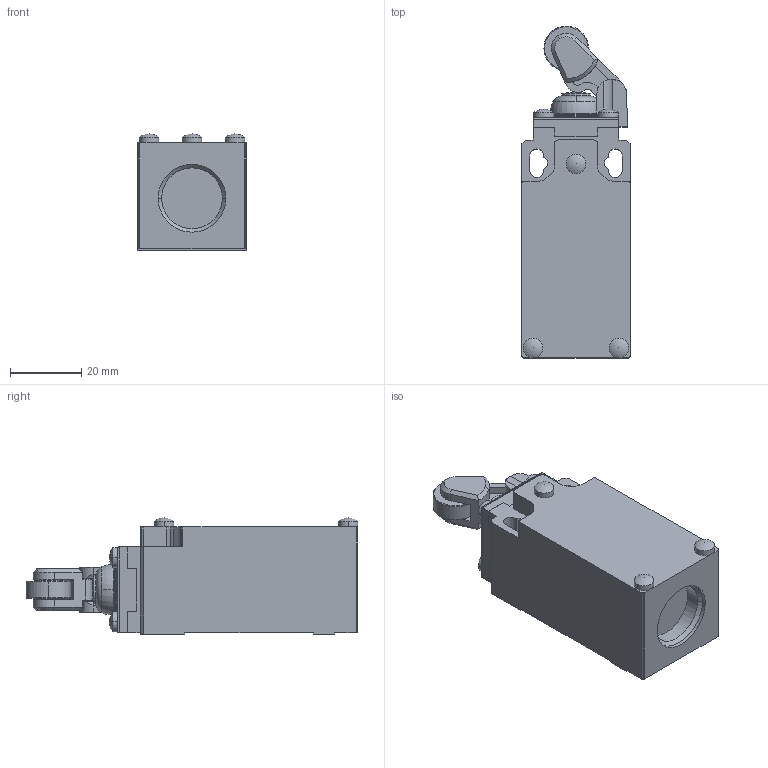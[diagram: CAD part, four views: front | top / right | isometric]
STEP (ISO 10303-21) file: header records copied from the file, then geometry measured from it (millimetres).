
FILE_DESCRIPTION (( 'STEP AP214' ), '1' );
FILE_NAME ('AAM2T35Z11.step', '2019-09-05T21:02:21', ( '' ), ( '' ), 'SwSTEP 2.0', 'SolidWorks 2018', '' );
FILE_SCHEMA (( 'AUTOMOTIVE_DESIGN' ));
Length unit declared in the file: inch
Products named in the file (1): AAM2T35Z11
Bounding box: 30.3 x 92.95 x 32.5 mm (x, y, z)
Volume: 58646.8 mm3; surface area: 15692.3 mm2
Topology: 6 solids, 6 shells, 293 faces, 780 edges, 506 vertices
Faces by surface type: plane 132, cylinder 126, sphere 13, torus 12, cone 10
Entity records: 13076 total; most frequent: CARTESIAN_POINT 1663, DIRECTION 1648, ORIENTED_EDGE 1548, EDGE_CURVE 774, AXIS2_PLACEMENT_3D 600, VERTEX_POINT 503, LINE 448, VECTOR 448
